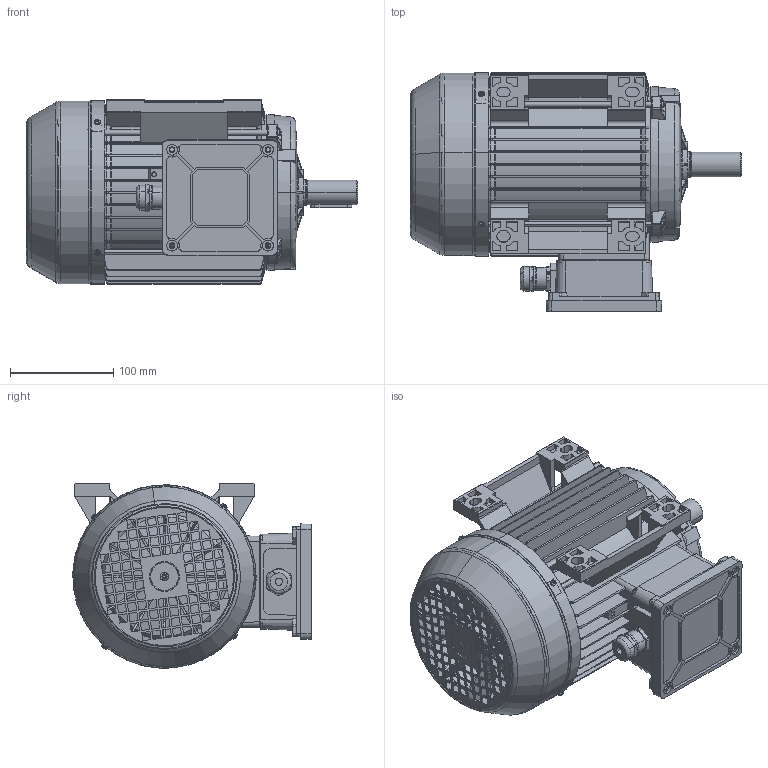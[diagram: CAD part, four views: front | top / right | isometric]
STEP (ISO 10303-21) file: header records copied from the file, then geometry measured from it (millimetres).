
FILE_DESCRIPTION (( 'STEP AP214' ), '1' );
FILE_NAME ('CA90L-B3-IC411-2-4-6-8 POLI-TB RIGHT.STEP', '2024-09-19T13:00:53', ( '' ), ( '' ), 'SwSTEP 2.0', 'SolidWorks 2024', '' );
FILE_SCHEMA (( 'AUTOMOTIVE_DESIGN' ));
Length unit declared in the file: millimetre
Products named in the file (15): Radial Ball Bearing_68_SKF1_SKF - 6205 - 12,DE,AC,12_68; Copriventola 90; Ventola 90; pan head cross recess screw_iso_ISO 7045 - M3 x 10 - Z --- 10C; Coperchio scatola morsetti 90; Carcassa C90L-B3-bas-lat; Guarnizione scatola-coperchio 90; Scudo C90 Ant. e Post.; parallel_din_Parallel key A8 x 7 x 40 DIN 6885; CA90L-B3-IC411-2-4-6-8 POLI-TB RIGHT; Coprimorsettiera 90_STANDARD DEFINITIVO-1 FORO CENTRALE M20; PRESSACAVO M20; Tirante M5 L.182; Guarnizione scatola-motore 90; Albero C-FC90L_Pacco H = 90
Assembly tree (22 placements, depth 2):
  CA90L-B3-IC411-2-4-6-8 POLI-TB RIGHT
    Albero C-FC90L_Pacco H = 90
    Radial Ball Bearing_68_SKF1_SKF - 6205 - 12,DE,AC,12_68  x2
    Scudo C90 Ant. e Post.  x2
    Tirante M5 L.182  x4
    Ventola 90
    Copriventola 90
    parallel_din_Parallel key A8 x 7 x 40 DIN 6885
    pan head cross recess screw_iso_ISO 7045 - M3 x 10 - Z --- 10C  x4
    PRESSACAVO M20
    Coperchio scatola morsetti 90
    Coprimorsettiera 90_STANDARD DEFINITIVO-1 FORO CENTRALE M20
    Guarnizione scatola-motore 90
    Guarnizione scatola-coperchio 90
    Carcassa C90L-B3-bas-lat
Bounding box: 321.37 x 231.5 x 179 mm (x, y, z)
Volume: 1289414.1 mm3; surface area: 830325.6 mm2
Topology: 22 solids, 23 shells, 4460 faces, 12392 edges, 7766 vertices
Faces by surface type: plane 1594, cylinder 978, bspline 606, torus 562, cone 514, sphere 206
Entity records: 123252 total; most frequent: CARTESIAN_POINT 43461, ORIENTED_EDGE 17816, DIRECTION 15229, EDGE_CURVE 8908, VERTEX_POINT 5700, AXIS2_PLACEMENT_3D 5635, LINE 3959, VECTOR 3959
